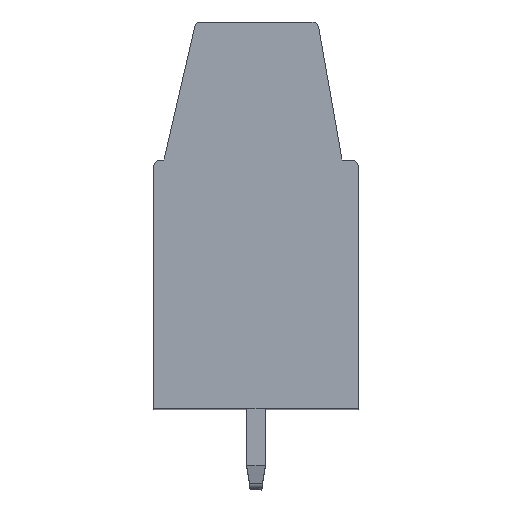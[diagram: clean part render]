
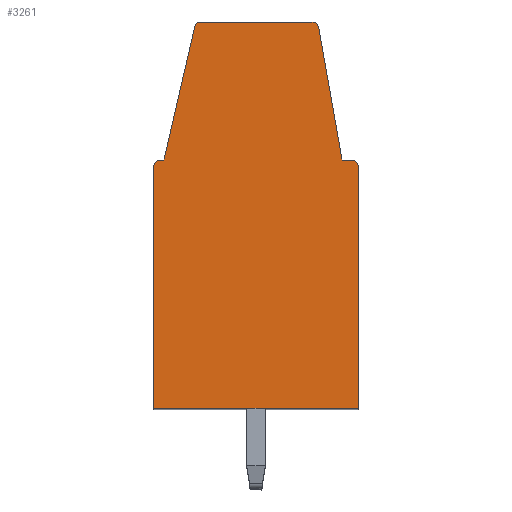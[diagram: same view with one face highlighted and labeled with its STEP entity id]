
A CAD part, top view. The second image highlights one B-rep face of the part: STEP entity #3261.
In plain terms, the highlighted planar face has unit normal (0, 0, 1).
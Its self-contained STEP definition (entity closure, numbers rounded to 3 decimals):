
#24=DIRECTION('',(0.225,0.974,0.));
#25=VECTOR('',#24,5.999);
#26=CARTESIAN_POINT('',(-4.,3.55,27.5));
#27=LINE('',#26,#25);
#28=CARTESIAN_POINT('',(-2.456,9.35,27.5));
#29=DIRECTION('',(0.,0.,-1.));
#30=DIRECTION('',(-0.974,0.225,0.));
#31=AXIS2_PLACEMENT_3D('',#28,#29,#30);
#33=DIRECTION('',(1.,0.,0.));
#34=VECTOR('',#33,4.886);
#35=CARTESIAN_POINT('',(-2.456,9.55,27.5));
#36=LINE('',#35,#34);
#37=CARTESIAN_POINT('',(2.43,9.25,27.5));
#38=DIRECTION('',(0.,0.,-1.));
#39=DIRECTION('',(0.,1.,0.));
#40=AXIS2_PLACEMENT_3D('',#37,#38,#39);
#42=DIRECTION('',(0.174,-0.985,0.));
#43=VECTOR('',#42,5.841);
#44=CARTESIAN_POINT('',(2.726,9.302,27.5));
#45=LINE('',#44,#43);
#46=DIRECTION('',(1.,0.,0.));
#47=VECTOR('',#46,0.41);
#48=CARTESIAN_POINT('',(3.74,3.55,27.5));
#49=LINE('',#48,#47);
#50=CARTESIAN_POINT('',(4.15,3.25,27.5));
#51=DIRECTION('',(0.,0.,-1.));
#52=DIRECTION('',(0.,1.,0.));
#53=AXIS2_PLACEMENT_3D('',#50,#51,#52);
#55=DIRECTION('',(0.,-1.,0.));
#56=VECTOR('',#55,10.5);
#57=CARTESIAN_POINT('',(4.45,3.25,27.5));
#58=LINE('',#57,#56);
#59=DIRECTION('',(-1.,0.,0.));
#60=VECTOR('',#59,8.9);
#61=CARTESIAN_POINT('',(4.45,-7.25,27.5));
#62=LINE('',#61,#60);
#63=DIRECTION('',(0.,1.,0.));
#64=VECTOR('',#63,10.5);
#65=CARTESIAN_POINT('',(-4.45,-7.25,27.5));
#66=LINE('',#65,#64);
#67=CARTESIAN_POINT('',(-4.15,3.25,27.5));
#68=DIRECTION('',(0.,0.,-1.));
#69=DIRECTION('',(-1.,0.,0.));
#70=AXIS2_PLACEMENT_3D('',#67,#68,#69);
#72=DIRECTION('',(1.,0.,0.));
#73=VECTOR('',#72,0.15);
#74=CARTESIAN_POINT('',(-4.15,3.55,27.5));
#75=LINE('',#74,#73);
#2588=CARTESIAN_POINT('',(-4.,3.55,27.5));
#2589=CARTESIAN_POINT('',(-2.651,9.395,27.5));
#2590=VERTEX_POINT('',#2588);
#2591=VERTEX_POINT('',#2589);
#2592=CARTESIAN_POINT('',(-4.15,3.55,27.5));
#2593=VERTEX_POINT('',#2592);
#2594=CARTESIAN_POINT('',(-4.45,3.25,27.5));
#2595=VERTEX_POINT('',#2594);
#2596=CARTESIAN_POINT('',(-4.45,-7.25,27.5));
#2597=VERTEX_POINT('',#2596);
#2598=CARTESIAN_POINT('',(4.45,-7.25,27.5));
#2599=VERTEX_POINT('',#2598);
#2600=CARTESIAN_POINT('',(4.45,3.25,27.5));
#2601=VERTEX_POINT('',#2600);
#2602=CARTESIAN_POINT('',(4.15,3.55,27.5));
#2603=VERTEX_POINT('',#2602);
#2604=CARTESIAN_POINT('',(3.74,3.55,27.5));
#2605=VERTEX_POINT('',#2604);
#2606=CARTESIAN_POINT('',(2.726,9.302,27.5));
#2607=VERTEX_POINT('',#2606);
#2608=CARTESIAN_POINT('',(2.43,9.55,27.5));
#2609=VERTEX_POINT('',#2608);
#2610=CARTESIAN_POINT('',(-2.456,9.55,27.5));
#2611=VERTEX_POINT('',#2610);
#3230=CARTESIAN_POINT('',(0.,0.,27.5));
#3231=DIRECTION('',(0.,0.,1.));
#3232=DIRECTION('',(1.,0.,0.));
#3233=AXIS2_PLACEMENT_3D('',#3230,#3231,#3232);
#3234=PLANE('',#3233);
#3236=ORIENTED_EDGE('',*,*,#3235,.T.);
#3238=ORIENTED_EDGE('',*,*,#3237,.T.);
#3240=ORIENTED_EDGE('',*,*,#3239,.T.);
#3242=ORIENTED_EDGE('',*,*,#3241,.T.);
#3244=ORIENTED_EDGE('',*,*,#3243,.T.);
#3246=ORIENTED_EDGE('',*,*,#3245,.T.);
#3248=ORIENTED_EDGE('',*,*,#3247,.T.);
#3250=ORIENTED_EDGE('',*,*,#3249,.T.);
#3252=ORIENTED_EDGE('',*,*,#3251,.T.);
#3254=ORIENTED_EDGE('',*,*,#3253,.T.);
#3256=ORIENTED_EDGE('',*,*,#3255,.T.);
#3258=ORIENTED_EDGE('',*,*,#3257,.T.);
#3259=EDGE_LOOP('',(#3236,#3238,#3240,#3242,#3244,#3246,#3248,#3250,#3252,#3254,
#3256,#3258));
#3260=FACE_OUTER_BOUND('',#3259,.F.);
#32=CIRCLE('',#31,0.2);
#41=CIRCLE('',#40,0.3);
#54=CIRCLE('',#53,0.3);
#71=CIRCLE('',#70,0.3);
#3235=EDGE_CURVE('',#2590,#2591,#27,.T.);
#3237=EDGE_CURVE('',#2591,#2611,#32,.T.);
#3239=EDGE_CURVE('',#2611,#2609,#36,.T.);
#3241=EDGE_CURVE('',#2609,#2607,#41,.T.);
#3243=EDGE_CURVE('',#2607,#2605,#45,.T.);
#3245=EDGE_CURVE('',#2605,#2603,#49,.T.);
#3247=EDGE_CURVE('',#2603,#2601,#54,.T.);
#3249=EDGE_CURVE('',#2601,#2599,#58,.T.);
#3251=EDGE_CURVE('',#2599,#2597,#62,.T.);
#3253=EDGE_CURVE('',#2597,#2595,#66,.T.);
#3255=EDGE_CURVE('',#2595,#2593,#71,.T.);
#3257=EDGE_CURVE('',#2593,#2590,#75,.T.);
#3261=ADVANCED_FACE('',(#3260),#3234,.T.);
